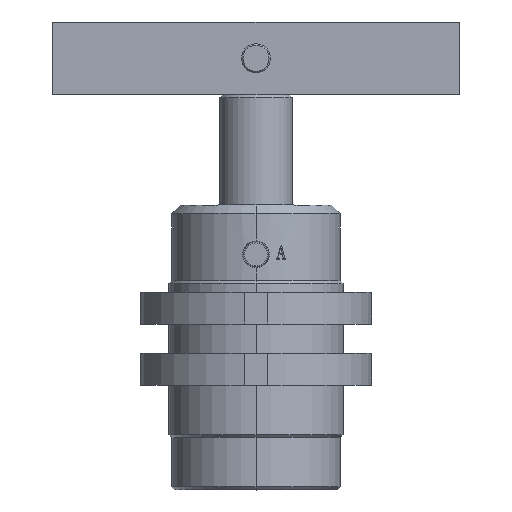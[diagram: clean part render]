
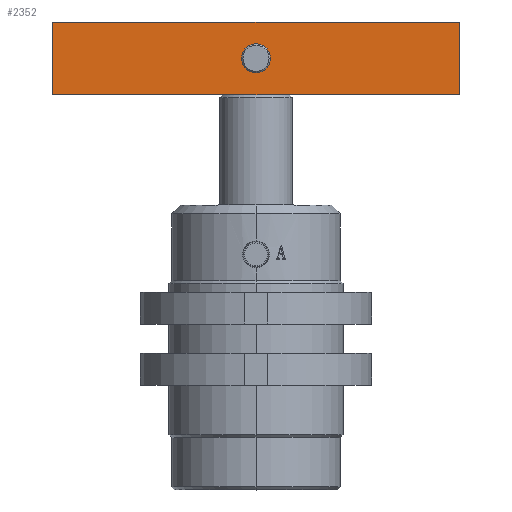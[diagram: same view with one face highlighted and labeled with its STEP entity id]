
A CAD part, top view. The second image highlights one B-rep face of the part: STEP entity #2352.
In plain terms, the highlighted planar face has unit normal (0, 0, 1).
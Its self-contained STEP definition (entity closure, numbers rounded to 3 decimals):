
#120 = AXIS2_PLACEMENT_3D ( 'NONE', #1260, #1259, #1258 ) ;
#121 = AXIS2_PLACEMENT_3D ( 'NONE', #1300, #1298, #1297 ) ;
#162 = EDGE_CURVE ( 'NONE', #6138, #6153, #1530, .T. ) ;
#175 = EDGE_CURVE ( 'NONE', #6153, #6138, #1506, .T. ) ;
#176 = EDGE_CURVE ( 'NONE', #3272, #3295, #1502, .T. ) ;
#177 = EDGE_CURVE ( 'NONE', #3290, #3272, #1504, .T. ) ;
#178 = EDGE_CURVE ( 'NONE', #3294, #3290, #1499, .T. ) ;
#179 = EDGE_CURVE ( 'NONE', #3295, #3294, #1497, .T. ) ;
#585 = FACE_BOUND ( 'NONE', #3778, .T. ) ;
#588 = FACE_OUTER_BOUND ( 'NONE', #3809, .T. ) ;
#1249 = DIRECTION ( 'NONE',  ( 0., 1., 0. ) ) ;
#1252 = CARTESIAN_POINT ( 'NONE',  ( 70., 12.5, 12.5 ) ) ;
#1253 = DIRECTION ( 'NONE',  ( -1., 0., 0. ) ) ;
#1255 = CARTESIAN_POINT ( 'NONE',  ( -70., 12.5, 12.5 ) ) ;
#1257 = DIRECTION ( 'NONE',  ( 0., -1., 0. ) ) ;
#1258 = DIRECTION ( 'NONE',  ( 1., 0., 0. ) ) ;
#1259 = DIRECTION ( 'NONE',  ( 0., 0., 1. ) ) ;
#1260 = CARTESIAN_POINT ( 'NONE',  ( 0., 0., 12.5 ) ) ;
#1261 = CARTESIAN_POINT ( 'NONE',  ( -70., 12.5, 12.5 ) ) ;
#1263 = CARTESIAN_POINT ( 'NONE',  ( -70., -12.5, 12.5 ) ) ;
#1266 = DIRECTION ( 'NONE',  ( 1., 0., 0. ) ) ;
#1297 = DIRECTION ( 'NONE',  ( 1., 0., 0. ) ) ;
#1298 = DIRECTION ( 'NONE',  ( 0., 0., 1. ) ) ;
#1300 = CARTESIAN_POINT ( 'NONE',  ( 0., 0., 12.5 ) ) ;
#1494 = VECTOR ( 'NONE', #1249, 1000. ) ;
#1496 = VECTOR ( 'NONE', #1253, 1000. ) ;
#1497 = LINE ( 'NONE', #1252, #1494 ) ;
#1498 = VECTOR ( 'NONE', #1257, 1000. ) ;
#1499 = LINE ( 'NONE', #1255, #1496 ) ;
#1500 = VECTOR ( 'NONE', #1266, 1000. ) ;
#1502 = LINE ( 'NONE', #1263, #1500 ) ;
#1504 = LINE ( 'NONE', #1261, #1498 ) ;
#1506 = CIRCLE ( 'NONE', #120, 5. ) ;
#1530 = CIRCLE ( 'NONE', #121, 5. ) ;
#2352 = ADVANCED_FACE ( 'NONE', ( #588, #585 ), #5809, .T. ) ;
#2510 = CARTESIAN_POINT ( 'NONE',  ( 5., 0., 12.5 ) ) ;
#2589 = CARTESIAN_POINT ( 'NONE',  ( -5., 0., 12.5 ) ) ;
#3272 = VERTEX_POINT ( 'NONE', #4667 ) ;
#3290 = VERTEX_POINT ( 'NONE', #4649 ) ;
#3294 = VERTEX_POINT ( 'NONE', #4645 ) ;
#3295 = VERTEX_POINT ( 'NONE', #4644 ) ;
#3778 = EDGE_LOOP ( 'NONE', ( #3961, #3962 ) ) ;
#3809 = EDGE_LOOP ( 'NONE', ( #3957, #3958, #3959, #3960 ) ) ;
#3957 = ORIENTED_EDGE ( 'NONE', *, *, #179, .T. ) ;
#3958 = ORIENTED_EDGE ( 'NONE', *, *, #178, .T. ) ;
#3959 = ORIENTED_EDGE ( 'NONE', *, *, #177, .T. ) ;
#3960 = ORIENTED_EDGE ( 'NONE', *, *, #176, .T. ) ;
#3961 = ORIENTED_EDGE ( 'NONE', *, *, #162, .F. ) ;
#3962 = ORIENTED_EDGE ( 'NONE', *, *, #175, .F. ) ;
#4367 = AXIS2_PLACEMENT_3D ( 'NONE', #5808, #5801, #5799 ) ;
#4644 = CARTESIAN_POINT ( 'NONE',  ( 70., -12.5, 12.5 ) ) ;
#4645 = CARTESIAN_POINT ( 'NONE',  ( 70., 12.5, 12.5 ) ) ;
#4649 = CARTESIAN_POINT ( 'NONE',  ( -70., 12.5, 12.5 ) ) ;
#4667 = CARTESIAN_POINT ( 'NONE',  ( -70., -12.5, 12.5 ) ) ;
#5799 = DIRECTION ( 'NONE',  ( 1., 0., 0. ) ) ;
#5801 = DIRECTION ( 'NONE',  ( 0., 0., 1. ) ) ;
#5808 = CARTESIAN_POINT ( 'NONE',  ( 0., 0., 12.5 ) ) ;
#5809 = PLANE ( 'NONE',  #4367 ) ;
#6138 = VERTEX_POINT ( 'NONE', #2589 ) ;
#6153 = VERTEX_POINT ( 'NONE', #2510 ) ;
